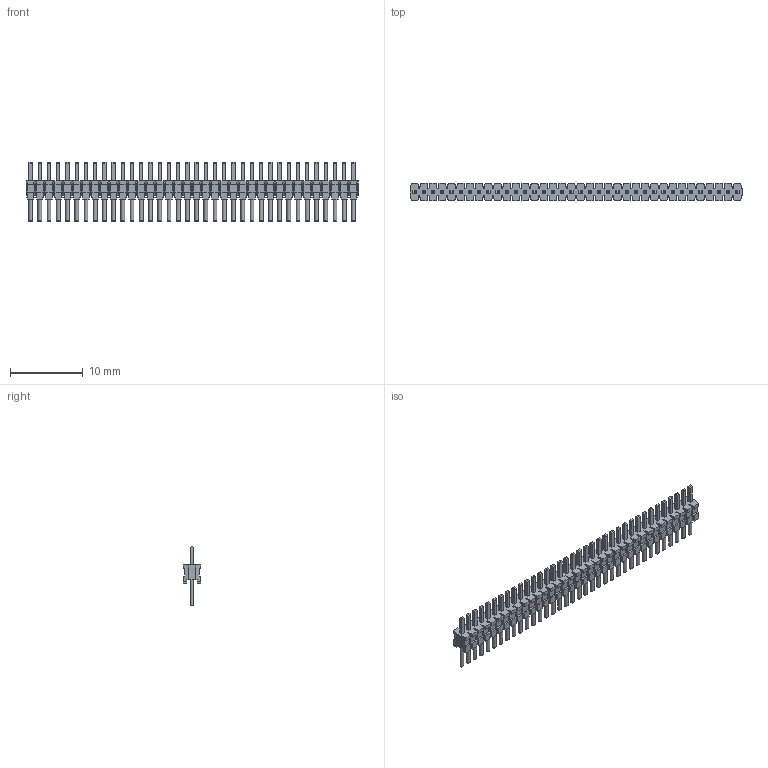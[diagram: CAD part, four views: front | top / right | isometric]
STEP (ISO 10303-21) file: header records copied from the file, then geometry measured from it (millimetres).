
FILE_DESCRIPTION(('FreeCAD Model'),'2;1');
FILE_NAME('Open CASCADE Shape Model','2025-01-08T14:06:16',(''),(''), 'Open CASCADE STEP processor 7.8','FreeCAD','Unknown');
FILE_SCHEMA(('AUTOMOTIVE_DESIGN { 1 0 10303 214 1 1 1 1 }'));
Length unit declared in the file: millimetre
Products named in the file (2): TMS-136-S_header; T-1M6-36-02-S
Bounding box: 45.72 x 2.44 x 8.13 mm (x, y, z)
Volume: 256.9 mm3; surface area: 1379 mm2
Topology: 2 solids, 2 shells, 1533 faces, 4478 edges, 2984 vertices
Faces by surface type: plane 1497, cylinder 36
Full cylindrical faces by diameter (mm): 0.508 x36
Entity records: 50028 total; most frequent: CARTESIAN_POINT 9032, ORIENTED_EDGE 8956, DIRECTION 7726, EDGE_CURVE 4478, LINE 4226, VECTOR 4226, VERTEX_POINT 2984, AXIS2_PLACEMENT_3D 1750
